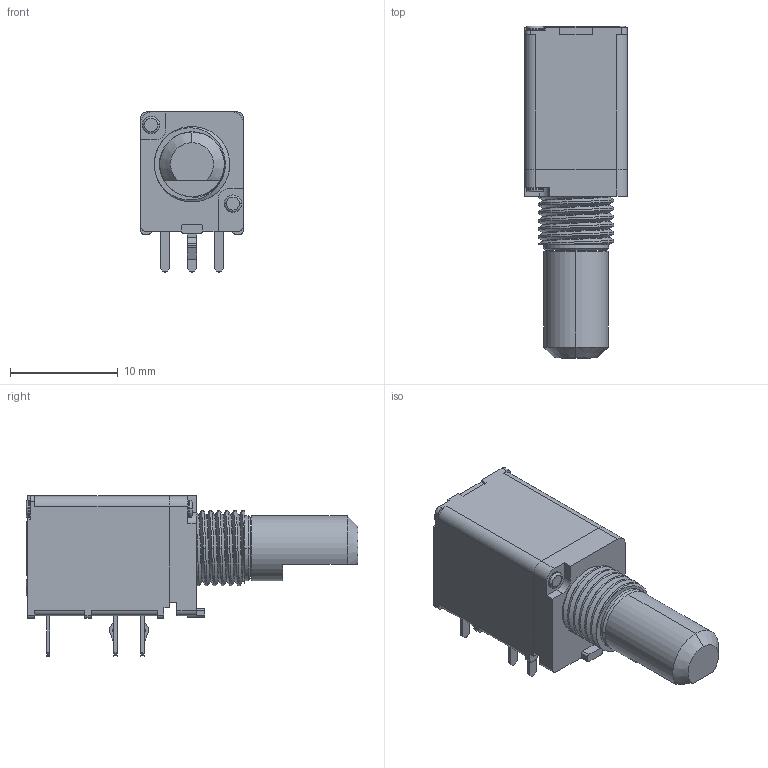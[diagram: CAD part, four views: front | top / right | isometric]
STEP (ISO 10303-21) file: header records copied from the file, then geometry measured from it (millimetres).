
FILE_DESCRIPTION (( 'STEP AP214' ), '1' );
FILE_NAME ('RK097_2Gang+SW_Model-RK0971221z05(Color).STEP', '2025-08-27T17:32:09', ( '' ), ( '' ), 'SwSTEP 2.0', 'SolidWorks 2021', '' );
FILE_SCHEMA (( 'AUTOMOTIVE_DESIGN' ));
Length unit declared in the file: millimetre
Products named in the file (1): RK097_2Gang+SW_Model-RK0971221z05(Color)
Bounding box: 9.5 x 30.8 x 14.85 mm (x, y, z)
Volume: 2040.9 mm3; surface area: 1322.5 mm2
Topology: 1 solids, 1 shells, 241 faces, 638 edges, 417 vertices
Faces by surface type: plane 134, cylinder 84, torus 16, cone 4, bspline 3
Entity records: 9373 total; most frequent: CARTESIAN_POINT 2876, ORIENTED_EDGE 1276, DIRECTION 1262, EDGE_CURVE 638, AXIS2_PLACEMENT_3D 421, LINE 420, VECTOR 420, VERTEX_POINT 417
